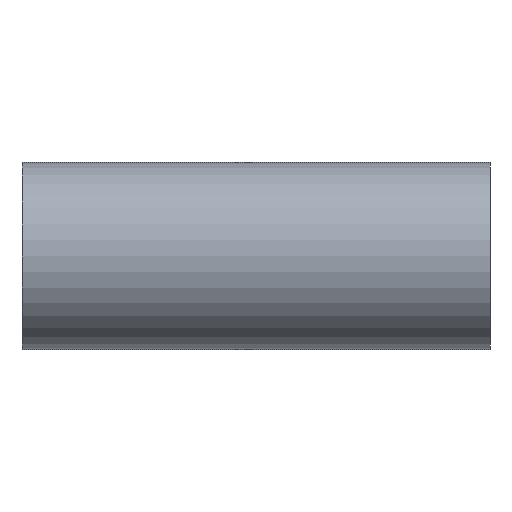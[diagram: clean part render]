
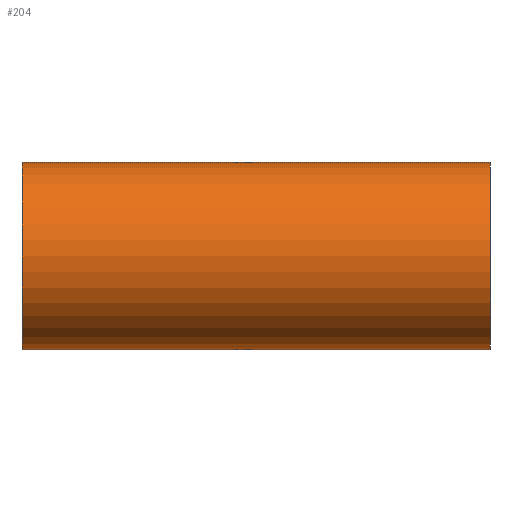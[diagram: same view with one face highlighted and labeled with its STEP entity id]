
A CAD part, front view. The second image highlights one B-rep face of the part: STEP entity #204.
In plain terms, the highlighted cylindrical face has radius 31.75 mm (diameter 63.5 mm), a partial arc.
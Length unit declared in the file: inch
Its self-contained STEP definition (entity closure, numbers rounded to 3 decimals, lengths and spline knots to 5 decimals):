
#33 = ORIENTED_EDGE ( 'NONE', *, *, #1182, .F. ) ;
#79 = AXIS2_PLACEMENT_3D ( 'NONE', #1794, #1965, #618 ) ;
#118 = CARTESIAN_POINT ( 'NONE',  ( 3.12598, 0., 1.25 ) ) ;
#185 = LINE ( 'NONE', #1104, #1873 ) ;
#204 = ADVANCED_FACE ( 'NONE', ( #973 ), #1388, .T. ) ;
#222 = CARTESIAN_POINT ( 'NONE',  ( 3.12598, 0., -1.25 ) ) ;
#252 = DIRECTION ( 'NONE',  ( -1., 0., 0. ) ) ;
#341 = CARTESIAN_POINT ( 'NONE',  ( -3.12598, 0., -1.25 ) ) ;
#482 = CIRCLE ( 'NONE', #79, 1.25 ) ;
#566 = AXIS2_PLACEMENT_3D ( 'NONE', #2075, #1018, #1709 ) ;
#575 = VERTEX_POINT ( 'NONE', #341 ) ;
#618 = DIRECTION ( 'NONE',  ( 0., 0., -1. ) ) ;
#636 = VECTOR ( 'NONE', #1668, 39.37008 ) ;
#701 = VERTEX_POINT ( 'NONE', #2017 ) ;
#887 = ORIENTED_EDGE ( 'NONE', *, *, #1874, .T. ) ;
#973 = FACE_OUTER_BOUND ( 'NONE', #1891, .T. ) ;
#981 = LINE ( 'NONE', #118, #636 ) ;
#1018 = DIRECTION ( 'NONE',  ( 1., 0., 0. ) ) ;
#1097 = DIRECTION ( 'NONE',  ( -1., 0., 0. ) ) ;
#1104 = CARTESIAN_POINT ( 'NONE',  ( 3.12598, 0., -1.25 ) ) ;
#1106 = DIRECTION ( 'NONE',  ( 0., 0., 1. ) ) ;
#1182 = EDGE_CURVE ( 'NONE', #1697, #1492, #482, .T. ) ;
#1322 = AXIS2_PLACEMENT_3D ( 'NONE', #2130, #1097, #1106 ) ;
#1388 = CYLINDRICAL_SURFACE ( 'NONE', #1322, 1.25 ) ;
#1492 = VERTEX_POINT ( 'NONE', #222 ) ;
#1498 = CIRCLE ( 'NONE', #566, 1.25 ) ;
#1668 = DIRECTION ( 'NONE',  ( -1., 0., 0. ) ) ;
#1672 = ORIENTED_EDGE ( 'NONE', *, *, #2113, .F. ) ;
#1697 = VERTEX_POINT ( 'NONE', #2191 ) ;
#1709 = DIRECTION ( 'NONE',  ( 0., 0., -1. ) ) ;
#1794 = CARTESIAN_POINT ( 'NONE',  ( 3.12598, 0., 0. ) ) ;
#1873 = VECTOR ( 'NONE', #252, 39.37008 ) ;
#1874 = EDGE_CURVE ( 'NONE', #701, #575, #1498, .T. ) ;
#1891 = EDGE_LOOP ( 'NONE', ( #1672, #33, #2157, #887 ) ) ;
#1965 = DIRECTION ( 'NONE',  ( 1., 0., 0. ) ) ;
#2017 = CARTESIAN_POINT ( 'NONE',  ( -3.12598, 0., 1.25 ) ) ;
#2075 = CARTESIAN_POINT ( 'NONE',  ( -3.12598, 0., 0. ) ) ;
#2113 = EDGE_CURVE ( 'NONE', #1492, #575, #185, .T. ) ;
#2130 = CARTESIAN_POINT ( 'NONE',  ( 3.12598, 0., 0. ) ) ;
#2136 = EDGE_CURVE ( 'NONE', #1697, #701, #981, .T. ) ;
#2157 = ORIENTED_EDGE ( 'NONE', *, *, #2136, .T. ) ;
#2191 = CARTESIAN_POINT ( 'NONE',  ( 3.12598, 0., 1.25 ) ) ;
